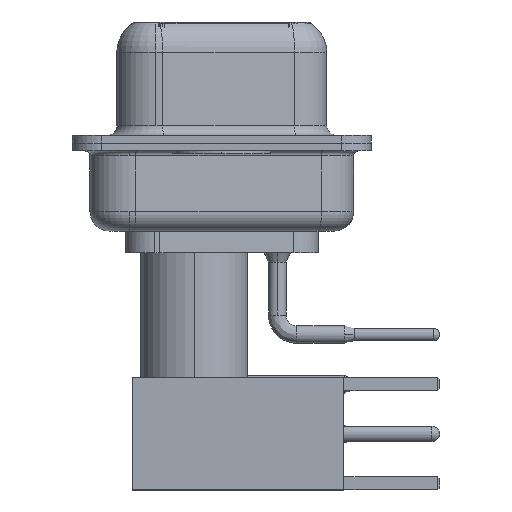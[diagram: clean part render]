
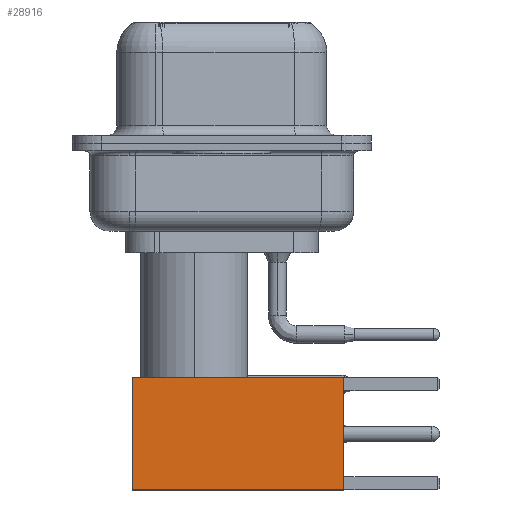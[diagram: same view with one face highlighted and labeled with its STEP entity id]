
A CAD part, left-side view. The second image highlights one B-rep face of the part: STEP entity #28916.
In plain terms, the highlighted face is planar.
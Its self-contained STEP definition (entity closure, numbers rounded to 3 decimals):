
#304 = CARTESIAN_POINT ( 'NONE',  ( 2.875, 2.875, 0. ) ) ;
#1698 = DIRECTION ( 'NONE',  ( 0., 0., -1. ) ) ;
#2003 = CARTESIAN_POINT ( 'NONE',  ( 0., 2.875, 10.82 ) ) ;
#2974 = ORIENTED_EDGE ( 'NONE', *, *, #19729, .T. ) ;
#5218 = EDGE_LOOP ( 'NONE', ( #2974, #25763, #27837, #5337 ) ) ;
#5337 = ORIENTED_EDGE ( 'NONE', *, *, #13949, .F. ) ;
#8325 = CARTESIAN_POINT ( 'NONE',  ( -2.875, 2.875, 0. ) ) ;
#8664 = CARTESIAN_POINT ( 'NONE',  ( 0., 2.875, 0. ) ) ;
#8961 = EDGE_CURVE ( 'NONE', #20545, #27563, #13942, .T. ) ;
#10033 = DIRECTION ( 'NONE',  ( 0., 1., 0. ) ) ;
#10517 = VECTOR ( 'NONE', #30836, 1000. ) ;
#10875 = LINE ( 'NONE', #8325, #23286 ) ;
#10923 = VECTOR ( 'NONE', #1698, 1000. ) ;
#11589 = LINE ( 'NONE', #20833, #10923 ) ;
#12438 = FACE_OUTER_BOUND ( 'NONE', #5218, .T. ) ;
#12592 = DIRECTION ( 'NONE',  ( 0., 0., 1. ) ) ;
#12836 = CARTESIAN_POINT ( 'NONE',  ( -2.875, 2.875, 10.82 ) ) ;
#13942 = LINE ( 'NONE', #8664, #10517 ) ;
#13949 = EDGE_CURVE ( 'NONE', #19391, #14066, #19063, .T. ) ;
#14066 = VERTEX_POINT ( 'NONE', #12836 ) ;
#15509 = DIRECTION ( 'NONE',  ( 0., 0., -1. ) ) ;
#15661 = CARTESIAN_POINT ( 'NONE',  ( 2.875, 2.875, 0. ) ) ;
#19063 = LINE ( 'NONE', #2003, #30008 ) ;
#19227 = DIRECTION ( 'NONE',  ( -1., 0., 0. ) ) ;
#19391 = VERTEX_POINT ( 'NONE', #22287 ) ;
#19729 = EDGE_CURVE ( 'NONE', #19391, #20545, #11589, .T. ) ;
#20545 = VERTEX_POINT ( 'NONE', #15661 ) ;
#20833 = CARTESIAN_POINT ( 'NONE',  ( 2.875, 2.875, 0. ) ) ;
#21855 = EDGE_CURVE ( 'NONE', #14066, #27563, #10875, .T. ) ;
#22287 = CARTESIAN_POINT ( 'NONE',  ( 2.875, 2.875, 10.82 ) ) ;
#23286 = VECTOR ( 'NONE', #15509, 1000. ) ;
#24844 = PLANE ( 'NONE',  #29893 ) ;
#25763 = ORIENTED_EDGE ( 'NONE', *, *, #8961, .T. ) ;
#27563 = VERTEX_POINT ( 'NONE', #28622 ) ;
#27837 = ORIENTED_EDGE ( 'NONE', *, *, #21855, .F. ) ;
#28622 = CARTESIAN_POINT ( 'NONE',  ( -2.875, 2.875, 0. ) ) ;
#28916 = ADVANCED_FACE ( 'NONE', ( #12438 ), #24844, .T. ) ;
#29893 = AXIS2_PLACEMENT_3D ( 'NONE', #304, #10033, #12592 ) ;
#30008 = VECTOR ( 'NONE', #19227, 1000. ) ;
#30836 = DIRECTION ( 'NONE',  ( -1., 0., 0. ) ) ;
